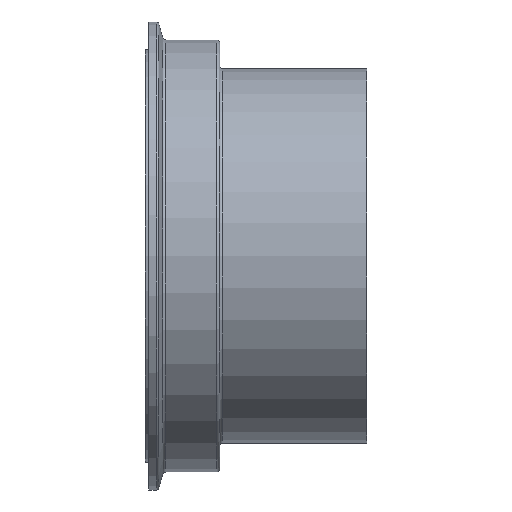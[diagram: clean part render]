
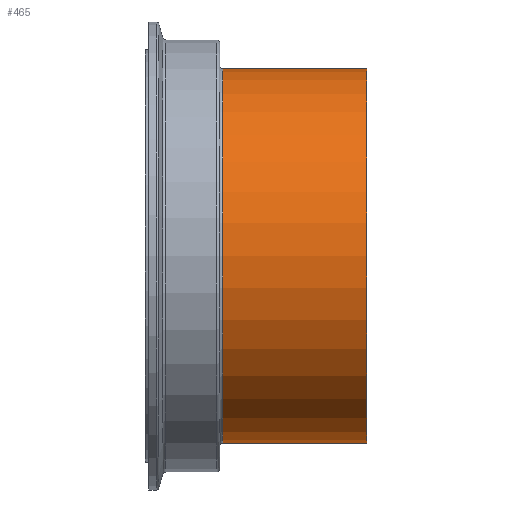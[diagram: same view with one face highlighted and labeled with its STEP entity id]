
A CAD part, top view. The second image highlights one B-rep face of the part: STEP entity #465.
In plain terms, the highlighted cylindrical face has radius 52 mm (diameter 104 mm), a partial arc.
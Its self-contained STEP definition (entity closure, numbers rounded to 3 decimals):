
#17 = CARTESIAN_POINT ( 'NONE',  ( 50.12, -79.635, 0. ) ) ;
#39 = DIRECTION ( 'NONE',  ( 0., -1., 0. ) ) ;
#47 = DIRECTION ( 'NONE',  ( -1., 0., 0. ) ) ;
#131 = VECTOR ( 'NONE', #527, 1000. ) ;
#150 = ORIENTED_EDGE ( 'NONE', *, *, #767, .F. ) ;
#155 = CARTESIAN_POINT ( 'NONE',  ( -172.678, -27.635, 0. ) ) ;
#192 = AXIS2_PLACEMENT_3D ( 'NONE', #808, #599, #664 ) ;
#211 = CARTESIAN_POINT ( 'NONE',  ( 50.12, -27.635, 0. ) ) ;
#237 = EDGE_CURVE ( 'NONE', #449, #354, #501, .T. ) ;
#254 = CARTESIAN_POINT ( 'NONE',  ( -172.678, 24.365, 0. ) ) ;
#255 = ORIENTED_EDGE ( 'NONE', *, *, #237, .F. ) ;
#262 = AXIS2_PLACEMENT_3D ( 'NONE', #211, #736, #39 ) ;
#333 = AXIS2_PLACEMENT_3D ( 'NONE', #155, #486, #609 ) ;
#350 = VECTOR ( 'NONE', #47, 1000. ) ;
#354 = VERTEX_POINT ( 'NONE', #590 ) ;
#372 = CARTESIAN_POINT ( 'NONE',  ( -172.678, -79.635, 0. ) ) ;
#379 = CARTESIAN_POINT ( 'NONE',  ( 50.12, 24.365, 0. ) ) ;
#395 = EDGE_CURVE ( 'NONE', #570, #500, #711, .T. ) ;
#406 = EDGE_CURVE ( 'NONE', #449, #570, #507, .T. ) ;
#424 = CYLINDRICAL_SURFACE ( 'NONE', #333, 52. ) ;
#449 = VERTEX_POINT ( 'NONE', #17 ) ;
#465 = ADVANCED_FACE ( 'NONE', ( #536 ), #424, .T. ) ;
#486 = DIRECTION ( 'NONE',  ( -1., 0., 0. ) ) ;
#500 = VERTEX_POINT ( 'NONE', #803 ) ;
#501 = LINE ( 'NONE', #372, #350 ) ;
#507 = CIRCLE ( 'NONE', #262, 52. ) ;
#527 = DIRECTION ( 'NONE',  ( -1., 0., 0. ) ) ;
#536 = FACE_OUTER_BOUND ( 'NONE', #655, .T. ) ;
#570 = VERTEX_POINT ( 'NONE', #379 ) ;
#590 = CARTESIAN_POINT ( 'NONE',  ( 10.12, -79.635, 0. ) ) ;
#599 = DIRECTION ( 'NONE',  ( -1., 0., 0. ) ) ;
#609 = DIRECTION ( 'NONE',  ( 0., -1., 0. ) ) ;
#617 = ORIENTED_EDGE ( 'NONE', *, *, #395, .T. ) ;
#655 = EDGE_LOOP ( 'NONE', ( #660, #617, #150, #255 ) ) ;
#660 = ORIENTED_EDGE ( 'NONE', *, *, #406, .T. ) ;
#664 = DIRECTION ( 'NONE',  ( 0., -1., 0. ) ) ;
#711 = LINE ( 'NONE', #254, #131 ) ;
#736 = DIRECTION ( 'NONE',  ( -1., 0., 0. ) ) ;
#767 = EDGE_CURVE ( 'NONE', #354, #500, #825, .T. ) ;
#803 = CARTESIAN_POINT ( 'NONE',  ( 10.12, 24.365, 0. ) ) ;
#808 = CARTESIAN_POINT ( 'NONE',  ( 10.12, -27.635, 0. ) ) ;
#825 = CIRCLE ( 'NONE', #192, 52. ) ;
